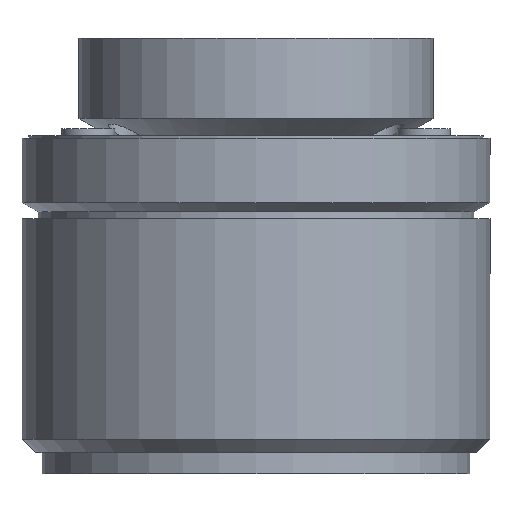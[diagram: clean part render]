
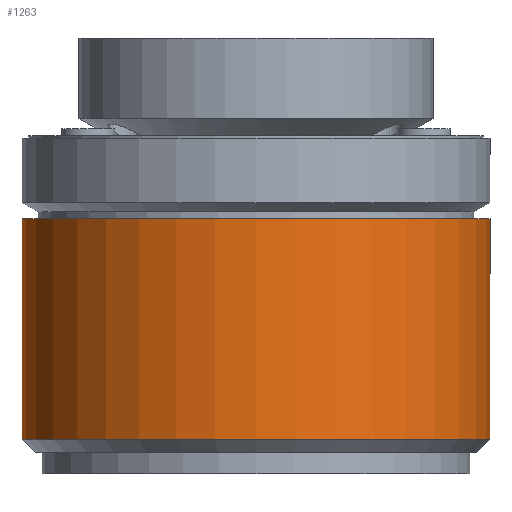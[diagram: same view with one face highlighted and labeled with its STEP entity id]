
A CAD part, front view. The second image highlights one B-rep face of the part: STEP entity #1263.
In plain terms, the highlighted cylindrical face has radius 17.5 mm (diameter 35 mm), a partial arc.
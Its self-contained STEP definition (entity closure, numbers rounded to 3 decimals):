
#170 = CARTESIAN_POINT ( 'NONE',  ( -17.5, 0., 19.1 ) ) ;
#181 = CARTESIAN_POINT ( 'NONE',  ( 17.5, 0., 19.1 ) ) ;
#182 = LINE ( 'NONE', #181, #196 ) ;
#185 = CARTESIAN_POINT ( 'NONE',  ( 17.5, 0., 19.1 ) ) ;
#191 = CARTESIAN_POINT ( 'NONE',  ( 17.5, 0., 2.6 ) ) ;
#195 = DIRECTION ( 'NONE',  ( 0., 0., -1. ) ) ;
#196 = VECTOR ( 'NONE', #195, 1000. ) ;
#243 = LINE ( 'NONE', #249, #248 ) ;
#247 = DIRECTION ( 'NONE',  ( 0., 0., -1. ) ) ;
#248 = VECTOR ( 'NONE', #247, 1000. ) ;
#249 = CARTESIAN_POINT ( 'NONE',  ( -17.5, 0., 19.1 ) ) ;
#366 = VERTEX_POINT ( 'NONE', #170 ) ;
#378 = EDGE_CURVE ( 'NONE', #387, #384, #182, .T. ) ;
#384 = VERTEX_POINT ( 'NONE', #191 ) ;
#387 = VERTEX_POINT ( 'NONE', #185 ) ;
#390 = EDGE_CURVE ( 'NONE', #366, #397, #243, .T. ) ;
#397 = VERTEX_POINT ( 'NONE', #3067 ) ;
#1220 = ORIENTED_EDGE ( 'NONE', *, *, #390, .T. ) ;
#1234 = EDGE_CURVE ( 'NONE', #384, #397, #2647, .T. ) ;
#1242 = EDGE_CURVE ( 'NONE', #366, #387, #2665, .T. ) ;
#1243 = ORIENTED_EDGE ( 'NONE', *, *, #378, .F. ) ;
#1244 = EDGE_LOOP ( 'NONE', ( #1243, #1246, #1220, #1249 ) ) ;
#1246 = ORIENTED_EDGE ( 'NONE', *, *, #1242, .F. ) ;
#1249 = ORIENTED_EDGE ( 'NONE', *, *, #1234, .F. ) ;
#1263 = ADVANCED_FACE ( 'NONE', ( #2670 ), #2672, .T. ) ;
#2478 = DIRECTION ( 'NONE',  ( 1., 0., 0. ) ) ;
#2645 = CARTESIAN_POINT ( 'NONE',  ( 0., 0., 2.6 ) ) ;
#2647 = CIRCLE ( 'NONE', #2652, 17.5 ) ;
#2651 = DIRECTION ( 'NONE',  ( 0., 0., -1. ) ) ;
#2652 = AXIS2_PLACEMENT_3D ( 'NONE', #2645, #2651, #2654 ) ;
#2654 = DIRECTION ( 'NONE',  ( -1., 0., 0. ) ) ;
#2662 = DIRECTION ( 'NONE',  ( 0., 0., 1. ) ) ;
#2663 = CARTESIAN_POINT ( 'NONE',  ( 0., 0., 19.1 ) ) ;
#2664 = AXIS2_PLACEMENT_3D ( 'NONE', #2663, #2662, #2478 ) ;
#2665 = CIRCLE ( 'NONE', #2664, 17.5 ) ;
#2670 = FACE_OUTER_BOUND ( 'NONE', #1244, .T. ) ;
#2672 = CYLINDRICAL_SURFACE ( 'NONE', #2689, 17.5 ) ;
#2679 = DIRECTION ( 'NONE',  ( -1., 0., 0. ) ) ;
#2680 = DIRECTION ( 'NONE',  ( 0., 0., -1. ) ) ;
#2688 = CARTESIAN_POINT ( 'NONE',  ( 0., 0., 19.1 ) ) ;
#2689 = AXIS2_PLACEMENT_3D ( 'NONE', #2688, #2680, #2679 ) ;
#3067 = CARTESIAN_POINT ( 'NONE',  ( -17.5, 0., 2.6 ) ) ;
